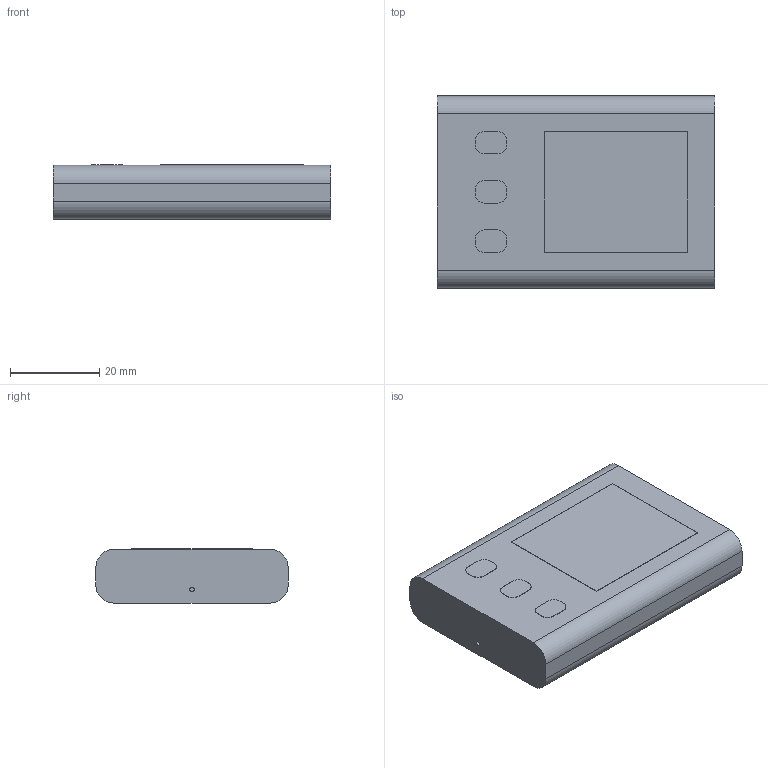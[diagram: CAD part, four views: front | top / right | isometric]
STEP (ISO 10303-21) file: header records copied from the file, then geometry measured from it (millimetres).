
FILE_DESCRIPTION(/* description */ (''),/* implementation_level */ '2;1');
FILE_NAME(/* name */ 'alti2_n3_step.step',/* time_stamp */ '2022-08-07T20:16:00-05:00',/* author */ (''),/* organization */ (''),/* preprocessor_version */ 'ST-DEVELOPER v19',/* originating_system */ 'Autodesk Translation Framework v11.7.0.108',/* authorisation */ '');
FILE_SCHEMA (('AUTOMOTIVE_DESIGN { 1 0 10303 214 3 1 1 }'));
Length unit declared in the file: millimetre
Products named in the file (1): mudflap_mount
Bounding box: 62 x 43 x 12.1 mm (x, y, z)
Volume: 31209.8 mm3; surface area: 9482.5 mm2
Topology: 6 solids, 6 shells, 67 faces, 159 edges, 106 vertices
Faces by surface type: plane 42, cylinder 25
Full cylindrical faces by diameter (mm): 1 x1
Entity records: 2006 total; most frequent: DIRECTION 345, CARTESIAN_POINT 333, ORIENTED_EDGE 318, EDGE_CURVE 159, AXIS2_PLACEMENT_3D 118, LINE 109, VECTOR 109, VERTEX_POINT 106
